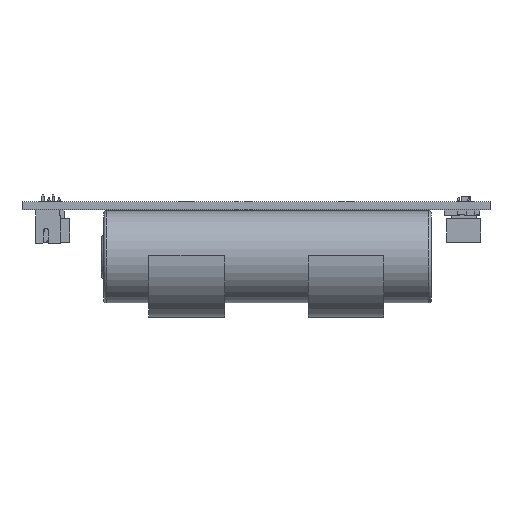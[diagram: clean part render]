
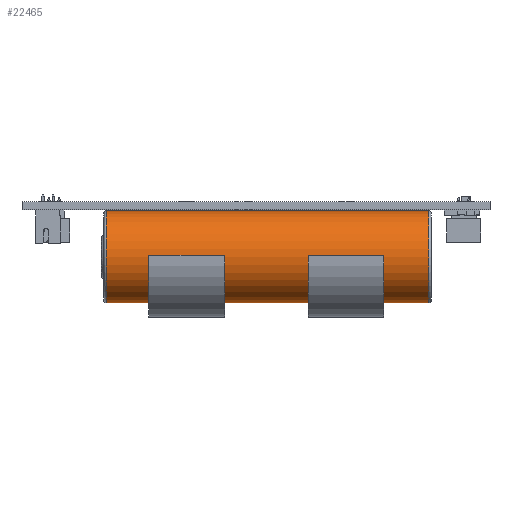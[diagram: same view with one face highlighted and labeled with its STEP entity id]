
A CAD part, front view. The second image highlights one B-rep face of the part: STEP entity #22465.
In plain terms, the highlighted cylindrical face has radius 9.1 mm (diameter 18.2 mm), a full revolution.
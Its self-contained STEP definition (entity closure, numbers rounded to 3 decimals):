
#22465 = ADVANCED_FACE('',(#22466),#22492,.T.);
#22466 = FACE_BOUND('',#22467,.T.);
#22467 = EDGE_LOOP('',(#22468,#22477,#22484,#22491));
#22468 = ORIENTED_EDGE('',*,*,#22469,.T.);
#22469 = EDGE_CURVE('',#22470,#22470,#22472,.T.);
#22470 = VERTEX_POINT('',#22471);
#22471 = CARTESIAN_POINT('',(16.668,-70.351,
    -10.872));
#22472 = CIRCLE('',#22473,9.1);
#22473 = AXIS2_PLACEMENT_3D('',#22474,#22475,#22476);
#22474 = CARTESIAN_POINT('',(16.668,-79.451,
    -10.872));
#22475 = DIRECTION('',(1.,0.,0.));
#22476 = DIRECTION('',(0.,1.,0.));
#22477 = ORIENTED_EDGE('',*,*,#22478,.T.);
#22478 = EDGE_CURVE('',#22470,#22479,#22481,.T.);
#22479 = VERTEX_POINT('',#22480);
#22480 = CARTESIAN_POINT('',(80.368,-70.351,
    -10.872));
#22481 = B_SPLINE_CURVE_WITH_KNOTS('',1,(#22482,#22483),.UNSPECIFIED.,
  .F.,.F.,(2,2),(0.5,64.2),.PIECEWISE_BEZIER_KNOTS.);
#22482 = CARTESIAN_POINT('',(16.668,-70.351,
    -10.872));
#22483 = CARTESIAN_POINT('',(80.368,-70.351,
    -10.872));
#22484 = ORIENTED_EDGE('',*,*,#22485,.T.);
#22485 = EDGE_CURVE('',#22479,#22479,#22486,.T.);
#22486 = CIRCLE('',#22487,9.1);
#22487 = AXIS2_PLACEMENT_3D('',#22488,#22489,#22490);
#22488 = CARTESIAN_POINT('',(80.368,-79.451,
    -10.872));
#22489 = DIRECTION('',(-1.,0.,0.));
#22490 = DIRECTION('',(0.,1.,0.));
#22491 = ORIENTED_EDGE('',*,*,#22478,.F.);
#22492 = CYLINDRICAL_SURFACE('',#22493,9.1);
#22493 = AXIS2_PLACEMENT_3D('',#22494,#22495,#22496);
#22494 = CARTESIAN_POINT('',(16.168,-79.451,
    -10.872));
#22495 = DIRECTION('',(1.,0.,0.));
#22496 = DIRECTION('',(0.,-1.,0.));
